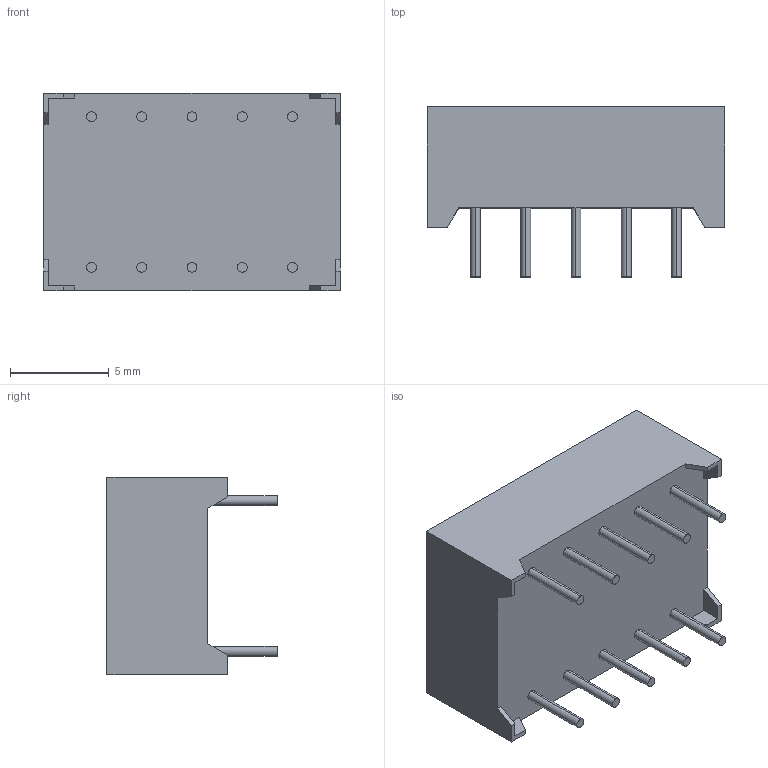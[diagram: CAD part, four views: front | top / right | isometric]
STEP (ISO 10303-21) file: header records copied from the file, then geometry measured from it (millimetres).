
FILE_DESCRIPTION (( 'STEP AP214' ), '1' );
FILE_NAME ('HSN-2822.step', '2020-04-28T13:41:10', ( '' ), ( '' ), 'SwSTEP 2.0', 'SolidWorks 2017', '' );
FILE_SCHEMA (( 'AUTOMOTIVE_DESIGN' ));
Length unit declared in the file: millimetre
Products named in the file (1): HSN-2822
Bounding box: 15.02 x 8.6 x 10 mm (x, y, z)
Volume: 774 mm3; surface area: 636 mm2
Topology: 1 solids, 1 shells, 160 faces, 396 edges, 264 vertices
Faces by surface type: plane 136, cylinder 24
Entity records: 6460 total; most frequent: CARTESIAN_POINT 821, ORIENTED_EDGE 792, DIRECTION 766, EDGE_CURVE 396, LINE 348, VECTOR 348, VERTEX_POINT 264, AXIS2_PLACEMENT_3D 209
